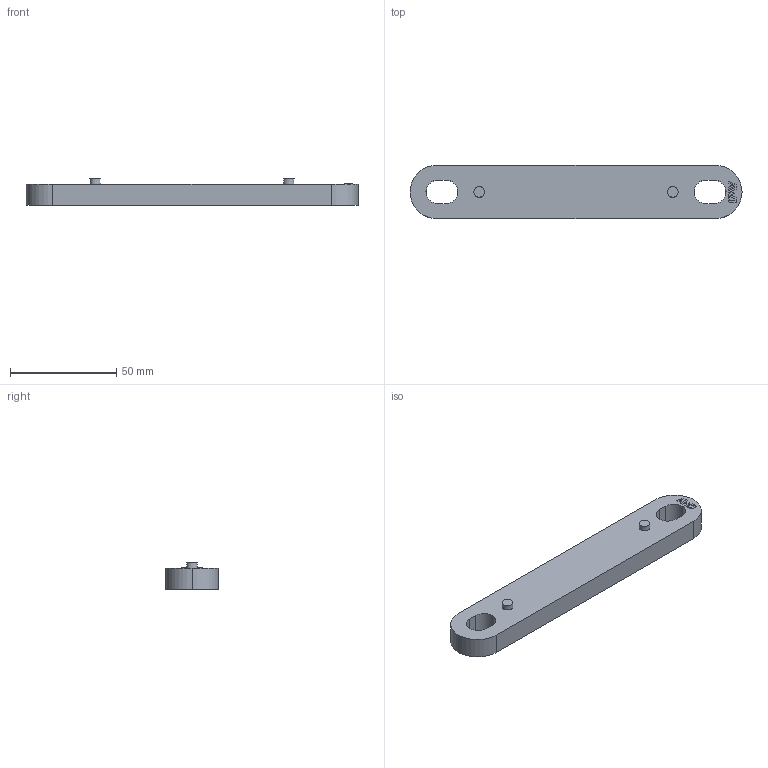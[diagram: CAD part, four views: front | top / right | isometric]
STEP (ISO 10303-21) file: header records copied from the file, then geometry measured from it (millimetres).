
FILE_DESCRIPTION( ( 'STEP AP203' ), '1' );
FILE_NAME( 'SG100・100SU.step', '2022-07-19T07:47:25', ( ' ' ), ( ' ' ), 'XStep 1.0', ' ', ' ' );
FILE_SCHEMA( ( 'CONFIG_CONTROL_DESIGN' ) );
Length unit declared in the file: millimetre
Products named in the file (1): 1
Bounding box: 156 x 25 x 12.5 mm (x, y, z)
Volume: 22419.4 mm3; surface area: 22785.4 mm2
Topology: 1 solids, 1 shells, 608 faces, 1548 edges, 1034 vertices
Faces by surface type: plane 568, cylinder 38, cone 2
Full cylindrical faces by diameter (mm): 3.5 x4
Entity records: 18008 total; most frequent: CARTESIAN_POINT 3173, ORIENTED_EDGE 3072, DIRECTION 2834, EDGE_CURVE 1536, LINE 1456, VECTOR 1456, VERTEX_POINT 1028, EDGE_LOOP 710
